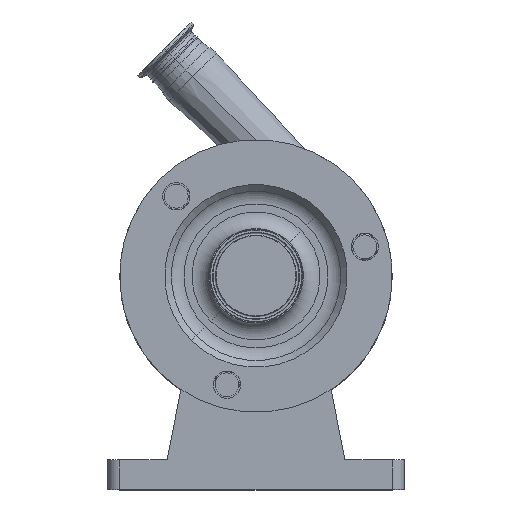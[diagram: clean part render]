
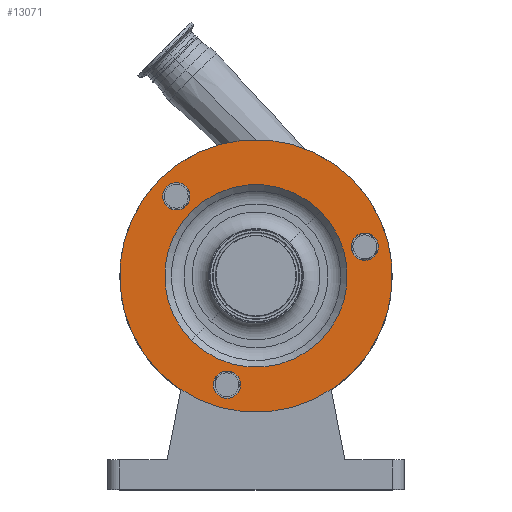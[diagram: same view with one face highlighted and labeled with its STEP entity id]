
A CAD part, top view. The second image highlights one B-rep face of the part: STEP entity #13071.
In plain terms, the highlighted planar face has unit normal (0, 0, 1).
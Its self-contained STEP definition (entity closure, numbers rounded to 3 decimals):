
#12982 = EDGE_CURVE ( 'NONE', #14828, #14888, #20629, .T. ) ;
#12983 = ORIENTED_EDGE ( 'NONE', *, *, #14932, .F. ) ;
#12985 = EDGE_LOOP ( 'NONE', ( #13227, #12983 ) ) ;
#12986 = EDGE_LOOP ( 'NONE', ( #12996, #13114 ) ) ;
#12993 = ORIENTED_EDGE ( 'NONE', *, *, #14827, .T. ) ;
#12995 = EDGE_LOOP ( 'NONE', ( #12993, #13083 ) ) ;
#12996 = ORIENTED_EDGE ( 'NONE', *, *, #13072, .F. ) ;
#13071 = ADVANCED_FACE ( 'NONE', ( #20962, #20770, #21037, #21047, #21013 ), #20769, .F. ) ;
#13072 = EDGE_CURVE ( 'NONE', #14971, #14904, #20994, .T. ) ;
#13082 = ORIENTED_EDGE ( 'NONE', *, *, #14954, .F. ) ;
#13083 = ORIENTED_EDGE ( 'NONE', *, *, #12982, .T. ) ;
#13114 = ORIENTED_EDGE ( 'NONE', *, *, #14870, .F. ) ;
#13115 = EDGE_LOOP ( 'NONE', ( #13212, #13082 ) ) ;
#13116 = ORIENTED_EDGE ( 'NONE', *, *, #14798, .F. ) ;
#13118 = EDGE_LOOP ( 'NONE', ( #13215, #13116 ) ) ;
#13212 = ORIENTED_EDGE ( 'NONE', *, *, #13214, .F. ) ;
#13213 = EDGE_CURVE ( 'NONE', #14797, #14865, #20755, .T. ) ;
#13214 = EDGE_CURVE ( 'NONE', #14801, #14955, #20894, .T. ) ;
#13215 = ORIENTED_EDGE ( 'NONE', *, *, #13213, .F. ) ;
#13218 = EDGE_CURVE ( 'NONE', #15005, #15004, #20738, .T. ) ;
#13227 = ORIENTED_EDGE ( 'NONE', *, *, #13218, .F. ) ;
#14797 = VERTEX_POINT ( 'NONE', #23257 ) ;
#14798 = EDGE_CURVE ( 'NONE', #14865, #14797, #23250, .T. ) ;
#14801 = VERTEX_POINT ( 'NONE', #16924 ) ;
#14827 = EDGE_CURVE ( 'NONE', #14888, #14828, #16991, .T. ) ;
#14828 = VERTEX_POINT ( 'NONE', #16949 ) ;
#14865 = VERTEX_POINT ( 'NONE', #17003 ) ;
#14870 = EDGE_CURVE ( 'NONE', #14904, #14971, #17169, .T. ) ;
#14888 = VERTEX_POINT ( 'NONE', #17278 ) ;
#14904 = VERTEX_POINT ( 'NONE', #17291 ) ;
#14932 = EDGE_CURVE ( 'NONE', #15004, #15005, #17467, .T. ) ;
#14954 = EDGE_CURVE ( 'NONE', #14955, #14801, #17499, .T. ) ;
#14955 = VERTEX_POINT ( 'NONE', #17415 ) ;
#14971 = VERTEX_POINT ( 'NONE', #17482 ) ;
#15004 = VERTEX_POINT ( 'NONE', #17472 ) ;
#15005 = VERTEX_POINT ( 'NONE', #17322 ) ;
#16914 = DIRECTION ( 'NONE',  ( 0.707, 0.707, 0. ) ) ;
#16915 = DIRECTION ( 'NONE',  ( 0., 0., 1. ) ) ;
#16916 = AXIS2_PLACEMENT_3D ( 'NONE', #16957, #16915, #16914 ) ;
#16924 = CARTESIAN_POINT ( 'NONE',  ( -59.043, 75.307, 215. ) ) ;
#16949 = CARTESIAN_POINT ( 'NONE',  ( -81.317, -81.317, 215. ) ) ;
#16957 = CARTESIAN_POINT ( 'NONE',  ( 0., 0., 215. ) ) ;
#16991 = CIRCLE ( 'NONE', #16916, 115. ) ;
#17003 = CARTESIAN_POINT ( 'NONE',  ( -13.48, -94.739, 215. ) ) ;
#17146 = CARTESIAN_POINT ( 'NONE',  ( 91.763, 24.588, 215. ) ) ;
#17165 = DIRECTION ( 'NONE',  ( 0.259, -0.966, 0. ) ) ;
#17166 = DIRECTION ( 'NONE',  ( 0., 0., 1. ) ) ;
#17167 = AXIS2_PLACEMENT_3D ( 'NONE', #17146, #17166, #17165 ) ;
#17169 = CIRCLE ( 'NONE', #17167, 11.5 ) ;
#17278 = CARTESIAN_POINT ( 'NONE',  ( 81.317, 81.317, 215. ) ) ;
#17291 = CARTESIAN_POINT ( 'NONE',  ( 88.787, 35.696, 215. ) ) ;
#17322 = CARTESIAN_POINT ( 'NONE',  ( 54.447, 54.447, 215. ) ) ;
#17379 = AXIS2_PLACEMENT_3D ( 'NONE', #17532, #17530, #17529 ) ;
#17415 = CARTESIAN_POINT ( 'NONE',  ( -75.307, 59.043, 215. ) ) ;
#17418 = DIRECTION ( 'NONE',  ( 0.707, 0.707, 0. ) ) ;
#17467 = CIRCLE ( 'NONE', #17519, 77. ) ;
#17472 = CARTESIAN_POINT ( 'NONE',  ( -54.447, -54.447, 215. ) ) ;
#17482 = CARTESIAN_POINT ( 'NONE',  ( 94.739, 13.48, 215. ) ) ;
#17499 = CIRCLE ( 'NONE', #17379, 11.5 ) ;
#17516 = DIRECTION ( 'NONE',  ( 0., 0., 1. ) ) ;
#17517 = CARTESIAN_POINT ( 'NONE',  ( 0., 0., 215. ) ) ;
#17519 = AXIS2_PLACEMENT_3D ( 'NONE', #17517, #17516, #17418 ) ;
#17529 = DIRECTION ( 'NONE',  ( 0.707, 0.707, 0. ) ) ;
#17530 = DIRECTION ( 'NONE',  ( 0., 0., 1. ) ) ;
#17532 = CARTESIAN_POINT ( 'NONE',  ( -67.175, 67.175, 215. ) ) ;
#20324 = CARTESIAN_POINT ( 'NONE',  ( 0., 0., 215. ) ) ;
#20604 = DIRECTION ( 'NONE',  ( 0.707, 0.707, 0. ) ) ;
#20606 = DIRECTION ( 'NONE',  ( 0., 0., 1. ) ) ;
#20608 = AXIS2_PLACEMENT_3D ( 'NONE', #20324, #20606, #20604 ) ;
#20629 = CIRCLE ( 'NONE', #20608, 115. ) ;
#20738 = CIRCLE ( 'NONE', #21003, 77. ) ;
#20740 = DIRECTION ( 'NONE',  ( 0.707, 0.707, 0. ) ) ;
#20741 = DIRECTION ( 'NONE',  ( 0., 0., 1. ) ) ;
#20748 = DIRECTION ( 'NONE',  ( -0.966, 0.259, 0. ) ) ;
#20751 = DIRECTION ( 'NONE',  ( 0., 0., 1. ) ) ;
#20753 = AXIS2_PLACEMENT_3D ( 'NONE', #20888, #20751, #20748 ) ;
#20755 = CIRCLE ( 'NONE', #20753, 11.5 ) ;
#20759 = CARTESIAN_POINT ( 'NONE',  ( 0., 0., 215. ) ) ;
#20769 = PLANE ( 'NONE',  #20824 ) ;
#20770 = FACE_BOUND ( 'NONE', #13118, .T. ) ;
#20789 = DIRECTION ( 'NONE',  ( 0.259, -0.966, 0. ) ) ;
#20791 = DIRECTION ( 'NONE',  ( 0., 0., 1. ) ) ;
#20793 = CARTESIAN_POINT ( 'NONE',  ( 91.763, 24.588, 215. ) ) ;
#20824 = AXIS2_PLACEMENT_3D ( 'NONE', #20993, #20991, #20990 ) ;
#20888 = CARTESIAN_POINT ( 'NONE',  ( -24.588, -91.763, 215. ) ) ;
#20891 = CARTESIAN_POINT ( 'NONE',  ( -67.175, 67.175, 215. ) ) ;
#20894 = CIRCLE ( 'NONE', #20900, 11.5 ) ;
#20900 = AXIS2_PLACEMENT_3D ( 'NONE', #20891, #20741, #20740 ) ;
#20962 = FACE_BOUND ( 'NONE', #12986, .T. ) ;
#20988 = AXIS2_PLACEMENT_3D ( 'NONE', #20793, #20791, #20789 ) ;
#20990 = DIRECTION ( 'NONE',  ( -0.707, -0.707, 0. ) ) ;
#20991 = DIRECTION ( 'NONE',  ( 0., 0., -1. ) ) ;
#20993 = CARTESIAN_POINT ( 'NONE',  ( -27.577, 27.577, 215. ) ) ;
#20994 = CIRCLE ( 'NONE', #20988, 11.5 ) ;
#21001 = DIRECTION ( 'NONE',  ( 0.707, 0.707, 0. ) ) ;
#21002 = DIRECTION ( 'NONE',  ( 0., 0., 1. ) ) ;
#21003 = AXIS2_PLACEMENT_3D ( 'NONE', #20759, #21002, #21001 ) ;
#21013 = FACE_BOUND ( 'NONE', #12985, .T. ) ;
#21037 = FACE_BOUND ( 'NONE', #13115, .T. ) ;
#21047 = FACE_OUTER_BOUND ( 'NONE', #12995, .T. ) ;
#23189 = CARTESIAN_POINT ( 'NONE',  ( -24.588, -91.763, 215. ) ) ;
#23245 = DIRECTION ( 'NONE',  ( -0.966, 0.259, 0. ) ) ;
#23246 = DIRECTION ( 'NONE',  ( 0., 0., 1. ) ) ;
#23247 = AXIS2_PLACEMENT_3D ( 'NONE', #23189, #23246, #23245 ) ;
#23250 = CIRCLE ( 'NONE', #23247, 11.5 ) ;
#23257 = CARTESIAN_POINT ( 'NONE',  ( -35.696, -88.787, 215. ) ) ;
